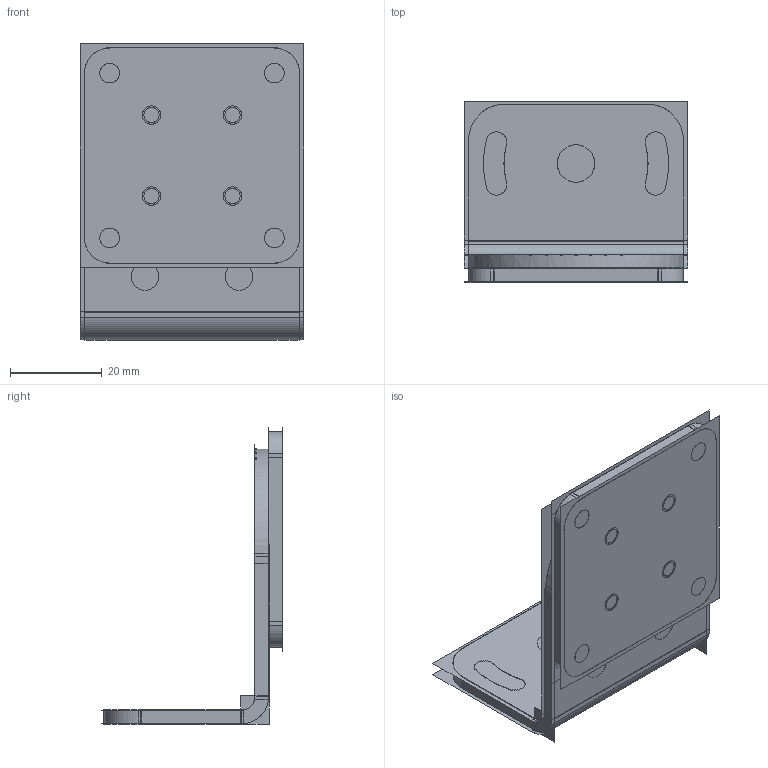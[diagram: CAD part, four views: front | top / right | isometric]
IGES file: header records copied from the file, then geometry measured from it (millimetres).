
Start section:  PTC IGES file: 210259.igs
Global section: file name: 210259.igs; native system: Creo Parametric by PTC Inc.; preprocessor: 2018300; author: pdmadmin; organization: Unknown; date: 20190121.110745; units: millimetre
Bounding box: 48.88 x 39.68 x 64.82 mm (x, y, z)
Volume: 16916.8 mm3; surface area: 75980.5 mm2
Topology: 2 solids, 6 shells, 186 faces, 1052 edges, 1388 vertices
Faces by surface type: revolution 140, bspline 46
